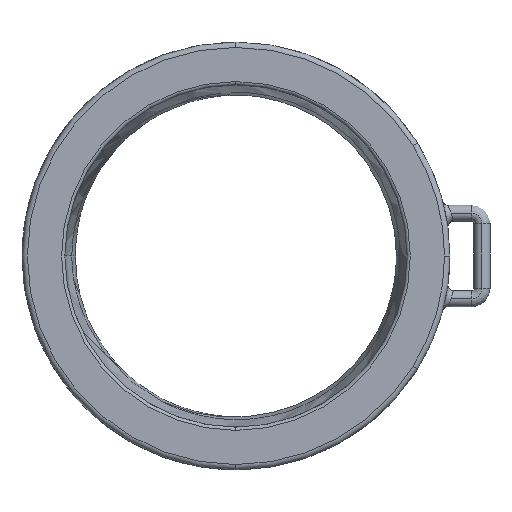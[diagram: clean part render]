
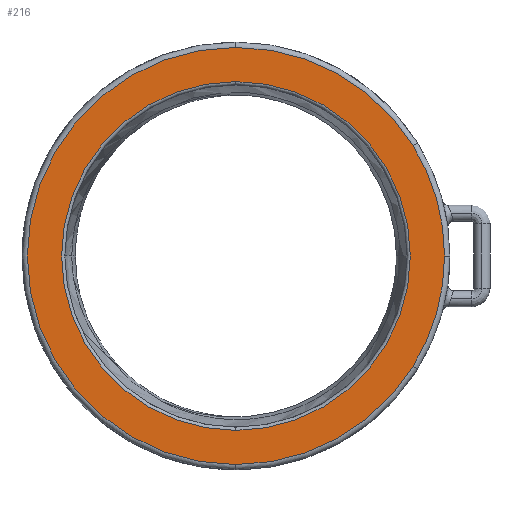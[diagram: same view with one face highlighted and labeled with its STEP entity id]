
A CAD part, front view. The second image highlights one B-rep face of the part: STEP entity #216.
In plain terms, the highlighted planar face has unit normal (0, -1, 0).
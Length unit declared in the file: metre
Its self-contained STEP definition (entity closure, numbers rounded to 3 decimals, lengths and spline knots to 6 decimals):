
#216=ADVANCED_FACE('2:895',(#455,#456),#457,.T.);
#455=FACE_OUTER_BOUND('',#2575,.T.);
#456=FACE_BOUND('',#2576,.T.);
#457=PLANE('',#2577);
#2575=EDGE_LOOP('',(#4553,#4554,#4555,#4556,#4557));
#2576=EDGE_LOOP('',(#4558,#4559,#4560));
#2577=AXIS2_PLACEMENT_3D('',#4561,#4562,#4563);
#4553=ORIENTED_EDGE('',*,*,#5016,.F.);
#4554=ORIENTED_EDGE('',*,*,#4917,.F.);
#4555=ORIENTED_EDGE('',*,*,#4807,.F.);
#4556=ORIENTED_EDGE('',*,*,#4820,.F.);
#4557=ORIENTED_EDGE('',*,*,#5000,.F.);
#4558=ORIENTED_EDGE('',*,*,#5046,.F.);
#4559=ORIENTED_EDGE('',*,*,#5047,.F.);
#4560=ORIENTED_EDGE('',*,*,#4972,.F.);
#4561=CARTESIAN_POINT('',(0.00875,-0.036,0.));
#4562=DIRECTION('',(0.0,-1.0,0.0));
#4563=DIRECTION('',(1.0,0.0,0.0));
#4807=EDGE_CURVE('3:772',#5095,#5091,#5097,.T.);
#4820=EDGE_CURVE('',#5117,#5095,#5120,.T.);
#4917=EDGE_CURVE('3:766',#5091,#5280,#5281,.T.);
#4972=EDGE_CURVE('',#5362,#5365,#5366,.T.);
#5000=EDGE_CURVE('',#5404,#5117,#5406,.T.);
#5016=EDGE_CURVE('3:760',#5280,#5404,#5425,.T.);
#5046=EDGE_CURVE('3:4834',#5457,#5362,#5458,.T.);
#5047=EDGE_CURVE('',#5365,#5457,#5459,.T.);
#5091=VERTEX_POINT('',#5503);
#5095=VERTEX_POINT('',#5507);
#5097=CIRCLE('',#5509,0.019494);
#5117=VERTEX_POINT('',#5572);
#5120=CIRCLE('',#5575,0.0195);
#5280=VERTEX_POINT('',#6065);
#5281=CIRCLE('',#6066,0.019488);
#5362=VERTEX_POINT('',#6301);
#5365=VERTEX_POINT('',#6304);
#5366=CIRCLE('',#6305,0.0163);
#5404=VERTEX_POINT('',#6366);
#5406=CIRCLE('',#6368,0.0195);
#5425=CIRCLE('',#6453,0.0195);
#5457=VERTEX_POINT('',#6533);
#5458=CIRCLE('',#6534,0.0163);
#5459=CIRCLE('',#6535,0.0163);
#5503=CARTESIAN_POINT('',(0.019501,-0.036,0.));
#5507=CARTESIAN_POINT('',(0.016558,-0.036,0.0103));
#5509=AXIS2_PLACEMENT_3D('',#6623,#6624,#6625);
#5572=CARTESIAN_POINT('',(0.,-0.036,0.0195));
#5575=AXIS2_PLACEMENT_3D('',#6638,#6639,#6640);
#6065=CARTESIAN_POINT('',(0.016558,-0.036,-0.0103));
#6066=AXIS2_PLACEMENT_3D('',#6793,#6794,#6795);
#6301=CARTESIAN_POINT('',(0.,-0.036,-0.0163));
#6304=CARTESIAN_POINT('',(0.,-0.036,0.0163));
#6305=AXIS2_PLACEMENT_3D('',#6855,#6856,#6857);
#6366=CARTESIAN_POINT('',(0.,-0.036,-0.0195));
#6368=AXIS2_PLACEMENT_3D('',#6908,#6909,#6910);
#6453=AXIS2_PLACEMENT_3D('',#6928,#6929,#6930);
#6533=CARTESIAN_POINT('',(-0.0163,-0.036,0.));
#6534=AXIS2_PLACEMENT_3D('',#6962,#6963,#6964);
#6535=AXIS2_PLACEMENT_3D('',#6965,#6966,#6967);
#6623=CARTESIAN_POINT('',(0.000008,-0.036,0.000001));
#6624=DIRECTION('',(-0.0,1.0,0.0));
#6625=DIRECTION('',(0.962,0.0,0.275));
#6638=CARTESIAN_POINT('',(0.,-0.036,0.));
#6639=DIRECTION('',(0.0,1.0,-0.0));
#6640=DIRECTION('',(-1.,0.0,0.));
#6793=CARTESIAN_POINT('',(0.000013,-0.036,-0.000002));
#6794=DIRECTION('',(-0.0,1.0,0.0));
#6795=DIRECTION('',(0.962,0.0,-0.275));
#6855=CARTESIAN_POINT('',(0.,-0.036,0.));
#6856=DIRECTION('',(0.0,-1.0,0.0));
#6857=DIRECTION('',(1.0,0.0,0.0));
#6908=CARTESIAN_POINT('',(0.,-0.036,0.));
#6909=DIRECTION('',(0.0,1.0,-0.0));
#6910=DIRECTION('',(-1.,0.0,0.));
#6928=CARTESIAN_POINT('',(0.,-0.036,0.));
#6929=DIRECTION('',(0.0,1.0,-0.0));
#6930=DIRECTION('',(-1.,0.0,0.));
#6962=CARTESIAN_POINT('',(0.,-0.036,0.));
#6963=DIRECTION('',(0.0,-1.0,0.0));
#6964=DIRECTION('',(1.0,0.0,0.0));
#6965=CARTESIAN_POINT('',(0.,-0.036,0.));
#6966=DIRECTION('',(0.0,-1.0,0.0));
#6967=DIRECTION('',(1.0,0.0,0.0));
